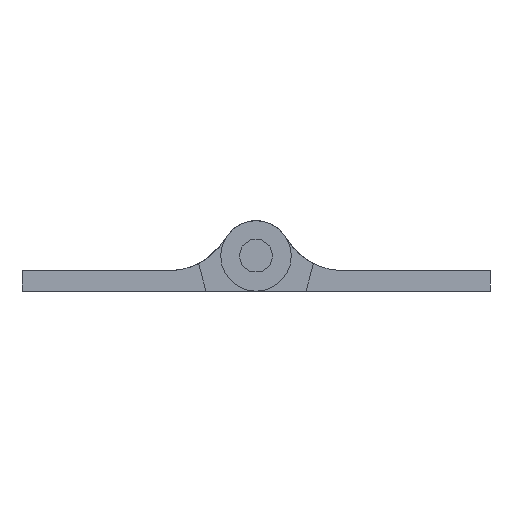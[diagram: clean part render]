
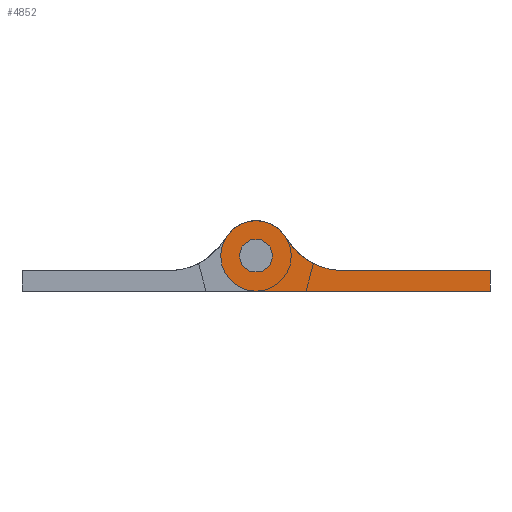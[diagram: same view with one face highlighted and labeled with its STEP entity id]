
A CAD part, front view. The second image highlights one B-rep face of the part: STEP entity #4852.
In plain terms, the highlighted face is planar.
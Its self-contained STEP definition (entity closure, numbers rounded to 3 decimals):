
#149 = VECTOR ( 'NONE', #25759, 1000. ) ;
#381 = DIRECTION ( 'NONE',  ( 1., 0., 0. ) ) ;
#629 = DIRECTION ( 'NONE',  ( 1., 0., 0. ) ) ;
#1055 = ORIENTED_EDGE ( 'NONE', *, *, #5245, .F. ) ;
#2635 = VECTOR ( 'NONE', #12338, 1000. ) ;
#3058 = CARTESIAN_POINT ( 'NONE',  ( 0., 0., 914.4 ) ) ;
#4249 = VERTEX_POINT ( 'NONE', #6098 ) ;
#4852 = ADVANCED_FACE ( 'NONE', ( #29672, #28778 ), #9248, .T. ) ;
#5245 = EDGE_CURVE ( 'NONE', #19637, #17260, #16927, .T. ) ;
#6098 = CARTESIAN_POINT ( 'NONE',  ( 15.9, -2.4, 914.4 ) ) ;
#6293 = CARTESIAN_POINT ( 'NONE',  ( 0., 0., 914.4 ) ) ;
#6818 = AXIS2_PLACEMENT_3D ( 'NONE', #30657, #33350, #13929 ) ;
#6905 = EDGE_CURVE ( 'NONE', #31591, #10552, #21200, .T. ) ;
#7184 = LINE ( 'NONE', #11633, #149 ) ;
#9248 = PLANE ( 'NONE',  #27874 ) ;
#10272 = VERTEX_POINT ( 'NONE', #32379 ) ;
#10552 = VERTEX_POINT ( 'NONE', #25089 ) ;
#11206 = DIRECTION ( 'NONE',  ( 1., 0., 0. ) ) ;
#11633 = CARTESIAN_POINT ( 'NONE',  ( 15.9, -1., 914.4 ) ) ;
#11711 = EDGE_CURVE ( 'NONE', #10272, #31591, #7184, .T. ) ;
#12338 = DIRECTION ( 'NONE',  ( 0., 1., 0. ) ) ;
#13658 = DIRECTION ( 'NONE',  ( 1., 0., 0. ) ) ;
#13929 = DIRECTION ( 'NONE',  ( 1., 0., 0. ) ) ;
#14351 = EDGE_CURVE ( 'NONE', #10552, #19263, #26571, .T. ) ;
#15333 = VECTOR ( 'NONE', #13658, 1000. ) ;
#15958 = CIRCLE ( 'NONE', #28500, 1.15 ) ;
#16222 = LINE ( 'NONE', #18311, #15333 ) ;
#16427 = ORIENTED_EDGE ( 'NONE', *, *, #25016, .T. ) ;
#16927 = CIRCLE ( 'NONE', #33523, 1.15 ) ;
#17260 = VERTEX_POINT ( 'NONE', #19248 ) ;
#17755 = CARTESIAN_POINT ( 'NONE',  ( 1.15, 0., 914.4 ) ) ;
#18311 = CARTESIAN_POINT ( 'NONE',  ( 0., -2.4, 914.4 ) ) ;
#19248 = CARTESIAN_POINT ( 'NONE',  ( -1.15, 0., 914.4 ) ) ;
#19263 = VERTEX_POINT ( 'NONE', #33280 ) ;
#19275 = CIRCLE ( 'NONE', #27956, 2.4 ) ;
#19637 = VERTEX_POINT ( 'NONE', #17755 ) ;
#19743 = DIRECTION ( 'NONE',  ( 0., 0., -1. ) ) ;
#20655 = CARTESIAN_POINT ( 'NONE',  ( 5.889, -1., 914.4 ) ) ;
#21200 = CIRCLE ( 'NONE', #34296, 4.4 ) ;
#21772 = ORIENTED_EDGE ( 'NONE', *, *, #35449, .T. ) ;
#21897 = EDGE_CURVE ( 'NONE', #17260, #19637, #15958, .T. ) ;
#22479 = ORIENTED_EDGE ( 'NONE', *, *, #21897, .F. ) ;
#22817 = CARTESIAN_POINT ( 'NONE',  ( 5.889, 3.4, 914.4 ) ) ;
#23241 = EDGE_CURVE ( 'NONE', #4249, #10272, #33868, .T. ) ;
#25016 = EDGE_CURVE ( 'NONE', #35570, #4249, #16222, .T. ) ;
#25089 = CARTESIAN_POINT ( 'NONE',  ( 2.078, 1.2, 914.4 ) ) ;
#25136 = DIRECTION ( 'NONE',  ( 1., 0., 0. ) ) ;
#25257 = CARTESIAN_POINT ( 'NONE',  ( 0., 0., 914.4 ) ) ;
#25273 = DIRECTION ( 'NONE',  ( 1., 0., 0. ) ) ;
#25759 = DIRECTION ( 'NONE',  ( -1., 0., 0. ) ) ;
#25989 = DIRECTION ( 'NONE',  ( 0., 0., 1. ) ) ;
#26571 = CIRCLE ( 'NONE', #6818, 2.4 ) ;
#27694 = ORIENTED_EDGE ( 'NONE', *, *, #23241, .T. ) ;
#27725 = DIRECTION ( 'NONE',  ( 0., 0., 1. ) ) ;
#27874 = AXIS2_PLACEMENT_3D ( 'NONE', #28935, #34089, #381 ) ;
#27956 = AXIS2_PLACEMENT_3D ( 'NONE', #25257, #27725, #25136 ) ;
#28500 = AXIS2_PLACEMENT_3D ( 'NONE', #6293, #25989, #629 ) ;
#28570 = CARTESIAN_POINT ( 'NONE',  ( 0., -2.4, 914.4 ) ) ;
#28778 = FACE_BOUND ( 'NONE', #31438, .T. ) ;
#28935 = CARTESIAN_POINT ( 'NONE',  ( 5.889, 3.4, 914.4 ) ) ;
#29672 = FACE_OUTER_BOUND ( 'NONE', #31291, .T. ) ;
#30657 = CARTESIAN_POINT ( 'NONE',  ( 0., 0., 914.4 ) ) ;
#30872 = DIRECTION ( 'NONE',  ( 0., 0., 1. ) ) ;
#31291 = EDGE_LOOP ( 'NONE', ( #35621, #35696, #21772, #16427, #27694, #34211 ) ) ;
#31438 = EDGE_LOOP ( 'NONE', ( #22479, #1055 ) ) ;
#31591 = VERTEX_POINT ( 'NONE', #20655 ) ;
#32379 = CARTESIAN_POINT ( 'NONE',  ( 15.9, -1., 914.4 ) ) ;
#33280 = CARTESIAN_POINT ( 'NONE',  ( -2.4, 0., 914.4 ) ) ;
#33350 = DIRECTION ( 'NONE',  ( 0., 0., 1. ) ) ;
#33523 = AXIS2_PLACEMENT_3D ( 'NONE', #3058, #30872, #11206 ) ;
#33868 = LINE ( 'NONE', #35042, #2635 ) ;
#34089 = DIRECTION ( 'NONE',  ( 0., 0., 1. ) ) ;
#34211 = ORIENTED_EDGE ( 'NONE', *, *, #11711, .T. ) ;
#34296 = AXIS2_PLACEMENT_3D ( 'NONE', #22817, #19743, #25273 ) ;
#35042 = CARTESIAN_POINT ( 'NONE',  ( 15.9, -2.4, 914.4 ) ) ;
#35449 = EDGE_CURVE ( 'NONE', #19263, #35570, #19275, .T. ) ;
#35570 = VERTEX_POINT ( 'NONE', #28570 ) ;
#35621 = ORIENTED_EDGE ( 'NONE', *, *, #6905, .T. ) ;
#35696 = ORIENTED_EDGE ( 'NONE', *, *, #14351, .T. ) ;
